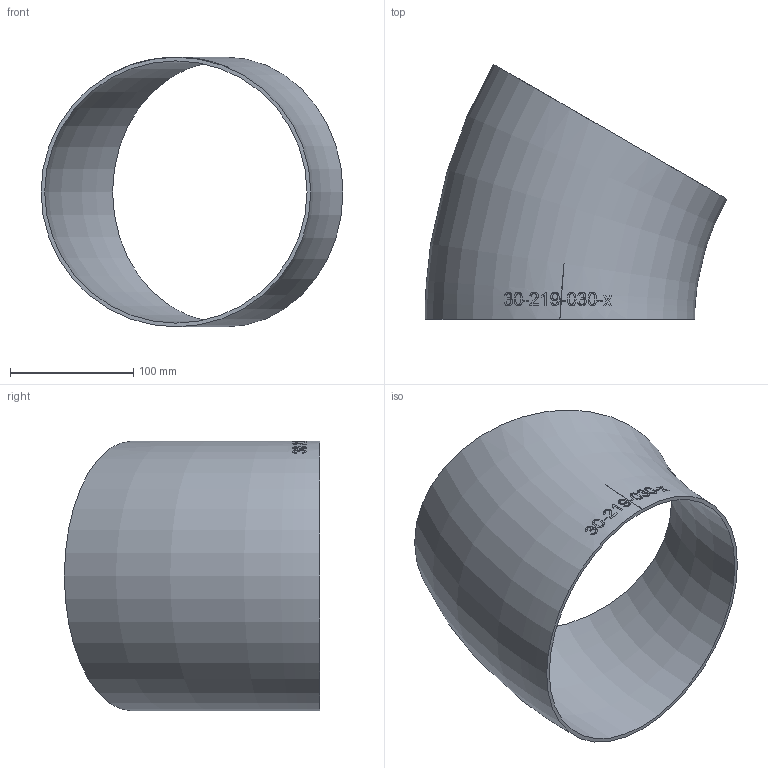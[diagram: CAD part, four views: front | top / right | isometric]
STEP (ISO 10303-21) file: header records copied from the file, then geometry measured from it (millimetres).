
FILE_DESCRIPTION (( 'STEP AP214' ), '1' );
FILE_NAME ('30-219-030-x Bogen 2004.STEP', '2020-04-24T08:13:59', ( '' ), ( '' ), 'SwSTEP 2.0', 'SolidWorks 2019', '' );
FILE_SCHEMA (( 'AUTOMOTIVE_DESIGN' ));
Length unit declared in the file: millimetre
Products named in the file (1): 30-219-030-x Bogen 2004
Bounding box: 245.29 x 207.28 x 219.1 mm (x, y, z)
Volume: 325245.1 mm3; surface area: 220927 mm2
Topology: 1 solids, 1 shells, 145 faces, 382 edges, 255 vertices
Faces by surface type: bspline 125, torus 18, plane 2
Entity records: 30536 total; most frequent: CARTESIAN_POINT 26526, ORIENTED_EDGE 758, EDGE_CURVE 379, B_SPLINE_CURVE_WITH_KNOTS 375, VERTEX_POINT 254, EDGE_LOOP 165, FACE_OUTER_BOUND 147, ADVANCED_FACE 145
